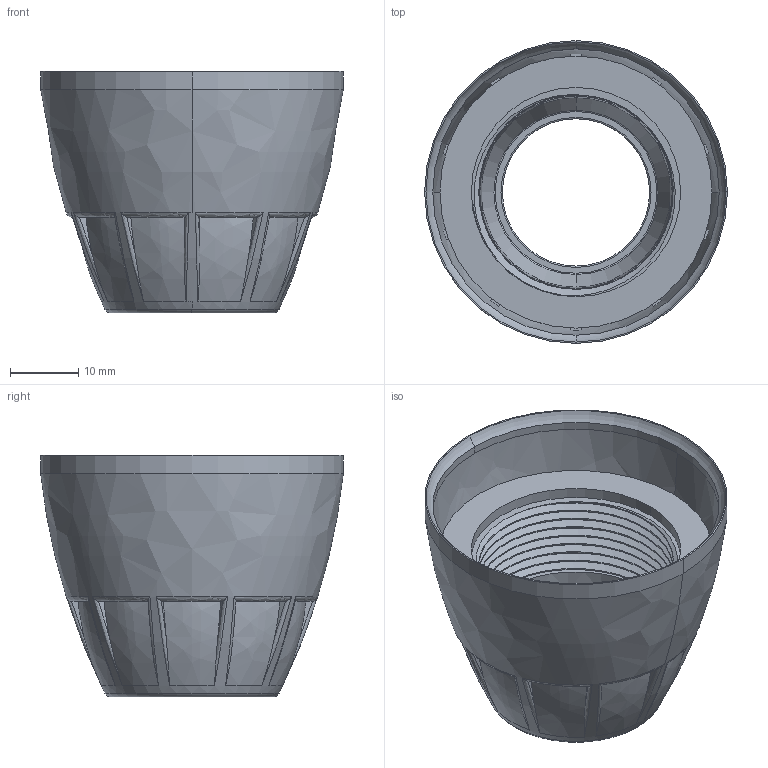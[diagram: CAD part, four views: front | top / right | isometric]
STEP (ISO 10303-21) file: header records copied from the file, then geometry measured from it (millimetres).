
FILE_DESCRIPTION((''),'2;1');
FILE_NAME('145504_ASM','2017-03-23T',('pdmadmin'),('BANNER ENGINEERING'),'CREO PARAMETRIC BY PTC INC, 2016260','CREO PARAMETRIC BY PTC INC, 2016260','');
FILE_SCHEMA(('CONFIG_CONTROL_DESIGN'));
Length unit declared in the file: millimetre
Products named in the file (3): 191128; 144285; 145504_ASM
Assembly tree (2 placements, depth 2):
  145504_ASM
    191128
    144285
Bounding box: 44.4 x 44.4 x 35.45 mm (x, y, z)
Volume: 7626.1 mm3; surface area: 13309.3 mm2
Topology: 2 solids, 2 shells, 141 faces, 419 edges, 272 vertices
Faces by surface type: bspline 43, cylinder 26, plane 26, cone 24, torus 22
Entity records: 9552 total; most frequent: CARTESIAN_POINT 6139, ORIENTED_EDGE 838, DIRECTION 533, EDGE_CURVE 419, VERTEX_POINT 272, AXIS2_PLACEMENT_3D 239, B_SPLINE_CURVE_WITH_KNOTS 228, EDGE_LOOP 155
